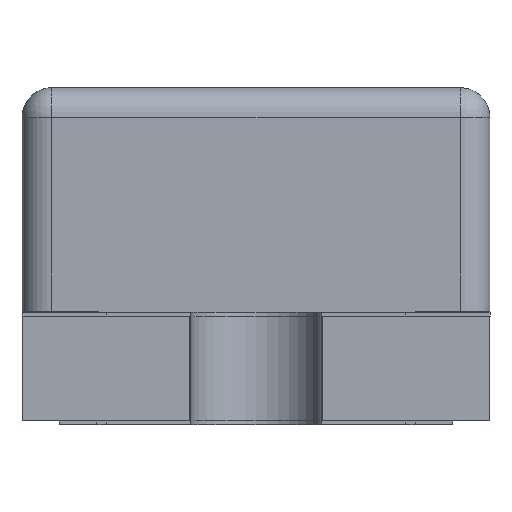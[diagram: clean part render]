
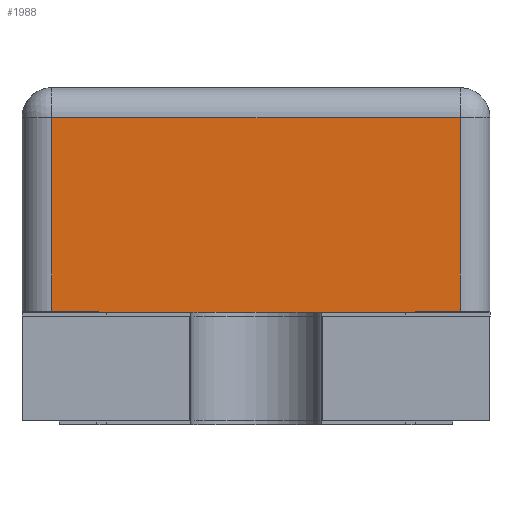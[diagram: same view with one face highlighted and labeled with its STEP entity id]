
A CAD part, left-side view. The second image highlights one B-rep face of the part: STEP entity #1988.
In plain terms, the highlighted planar face has unit normal (-1, 0, 0).
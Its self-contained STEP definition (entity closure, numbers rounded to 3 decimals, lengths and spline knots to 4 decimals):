
#162=FACE_OUTER_BOUND('',#272,.T.);
#272=EDGE_LOOP('',(#1424,#1425,#1426,#1427));
#376=LINE('',#3008,#628);
#379=LINE('',#3022,#631);
#391=LINE('',#3060,#643);
#395=LINE('',#3069,#647);
#628=VECTOR('',#2464,10.);
#631=VECTOR('',#2479,10.);
#643=VECTOR('',#2523,10.);
#647=VECTOR('',#2537,10.);
#878=VERTEX_POINT('',#3001);
#880=VERTEX_POINT('',#3006);
#881=VERTEX_POINT('',#3011);
#884=VERTEX_POINT('',#3018);
#1068=EDGE_CURVE('',#880,#878,#376,.T.);
#1075=EDGE_CURVE('',#881,#884,#379,.T.);
#1095=EDGE_CURVE('',#878,#881,#391,.T.);
#1099=EDGE_CURVE('',#884,#880,#395,.T.);
#1424=ORIENTED_EDGE('',*,*,#1068,.F.);
#1425=ORIENTED_EDGE('',*,*,#1099,.F.);
#1426=ORIENTED_EDGE('',*,*,#1075,.F.);
#1427=ORIENTED_EDGE('',*,*,#1095,.F.);
#1880=PLANE('',#2300);
#1988=ADVANCED_FACE('',(#162),#1880,.T.);
#2300=AXIS2_PLACEMENT_3D('',#3068,#2535,#2536);
#2464=DIRECTION('',(0.,0.,1.));
#2479=DIRECTION('',(0.,0.,-1.));
#2523=DIRECTION('',(0.,-1.,0.));
#2535=DIRECTION('center_axis',(-1.,0.,0.));
#2536=DIRECTION('ref_axis',(0.,-1.,0.));
#2537=DIRECTION('',(0.,1.,0.));
#3001=CARTESIAN_POINT('',(-0.7,0.545,0.53));
#3006=CARTESIAN_POINT('',(-0.7,0.545,0.));
#3008=CARTESIAN_POINT('',(-0.7,0.545,0.));
#3011=CARTESIAN_POINT('',(-0.7,-0.545,0.53));
#3018=CARTESIAN_POINT('',(-0.7,-0.545,0.));
#3022=CARTESIAN_POINT('',(-0.7,-0.545,0.));
#3060=CARTESIAN_POINT('',(-0.7,0.3125,0.53));
#3068=CARTESIAN_POINT('Origin',(-0.7,0.625,0.));
#3069=CARTESIAN_POINT('',(-0.7,-0.625,0.));
